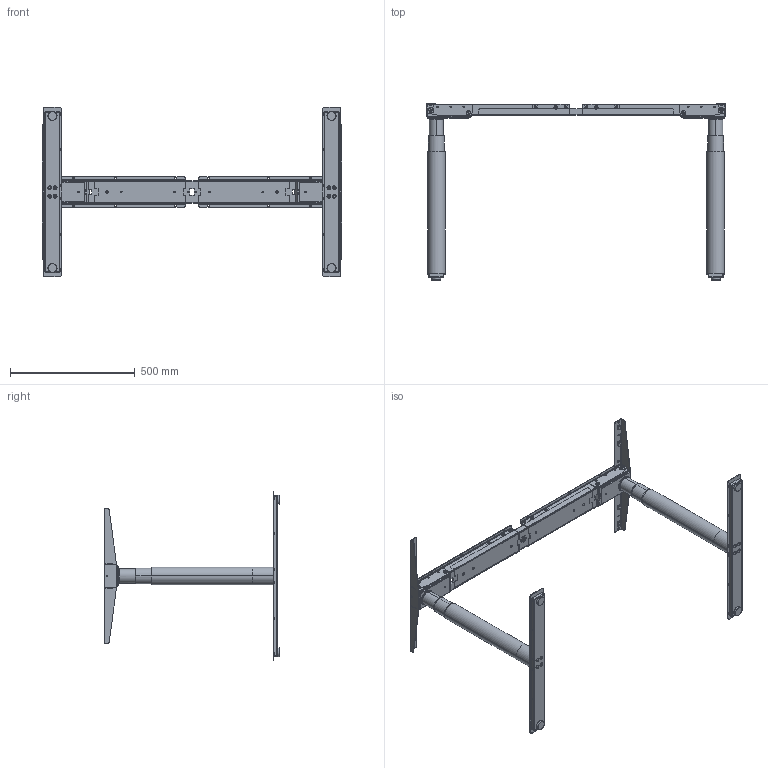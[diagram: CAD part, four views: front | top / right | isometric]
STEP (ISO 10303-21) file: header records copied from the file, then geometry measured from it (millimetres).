
FILE_DESCRIPTION (( 'STEP AP203' ), '1' );
FILE_NAME ('CR24113132AxxG_Classic Round Flex 2c_3S, Fl116.STEP', '2024-08-26T09:41:38', ( '' ), ( '' ), 'SwSTEP 2.0', 'SolidWorks 2021', '' );
FILE_SCHEMA (( 'CONFIG_CONTROL_DESIGN' ));
Products named in the file (1): CR24113132AxxG_Classic Round Flex 2c_3S, Fl116
Bounding box: 1200 x 705 x 680 mm (x, y, z)
Surface area: 2008058.4 mm2 (no closed solid volume)
Topology: 0 solids, 542 shells, 2051 faces, 9526 edges, 7682 vertices
Faces by surface type: plane 1001, cylinder 621, bspline 240, cone 96, torus 77, sphere 16
Entity records: 108469 total; most frequent: CARTESIAN_POINT 37994, DIRECTION 13564, ORIENTED_EDGE 12336, EDGE_CURVE 9502, VERTEX_POINT 7682, VECTOR 5654, LINE 5654, AXIS2_PLACEMENT_3D 3955
